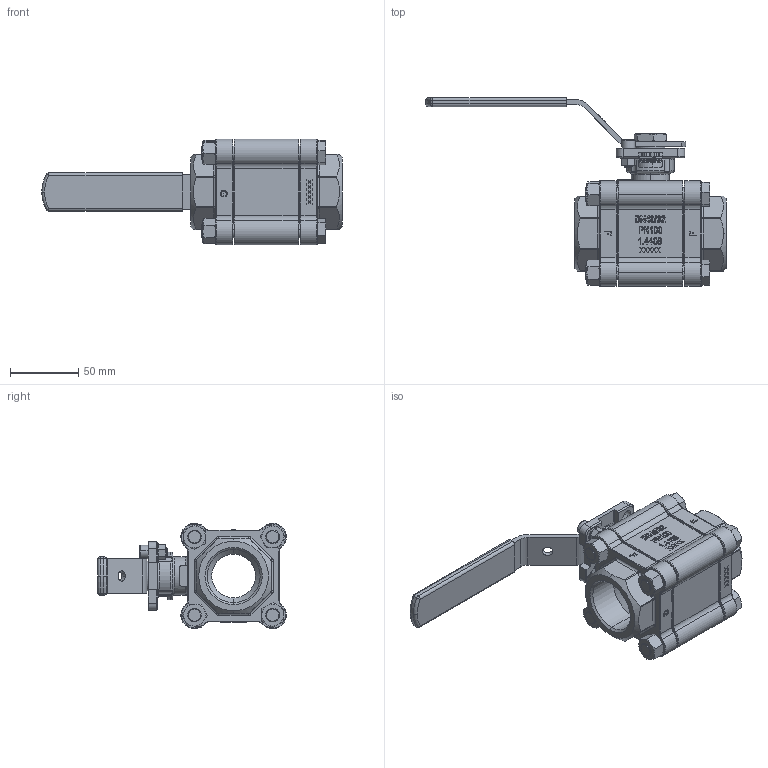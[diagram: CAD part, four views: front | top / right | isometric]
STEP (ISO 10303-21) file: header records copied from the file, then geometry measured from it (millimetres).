
FILE_DESCRIPTION (( 'STEP AP214' ), '1' );
FILE_NAME ('2416D.702R Typ A24D DN32 FB BSPP.STEP', '2019-07-22T11:19:15', ( '' ), ( '' ), 'SwSTEP 2.0', 'SolidWorks 2017', '' );
FILE_SCHEMA (( 'AUTOMOTIVE_DESIGN' ));
Length unit declared in the file: millimetre
Products named in the file (1): 2416D.702R Typ A24D DN32 FB BSPP
Bounding box: 220 x 138.21 x 77.28 mm (x, y, z)
Volume: 338549.3 mm3; surface area: 138930.9 mm2
Topology: 25 solids, 25 shells, 1464 faces, 3989 edges, 2640 vertices
Faces by surface type: plane 499, cylinder 411, cone 197, torus 179, bspline 172, sphere 6
Entity records: 75656 total; most frequent: CARTESIAN_POINT 23576, ORIENTED_EDGE 7870, DIRECTION 6840, EDGE_CURVE 3935, VERTEX_POINT 2640, AXIS2_PLACEMENT_3D 2562, VECTOR 1716, LINE 1716
